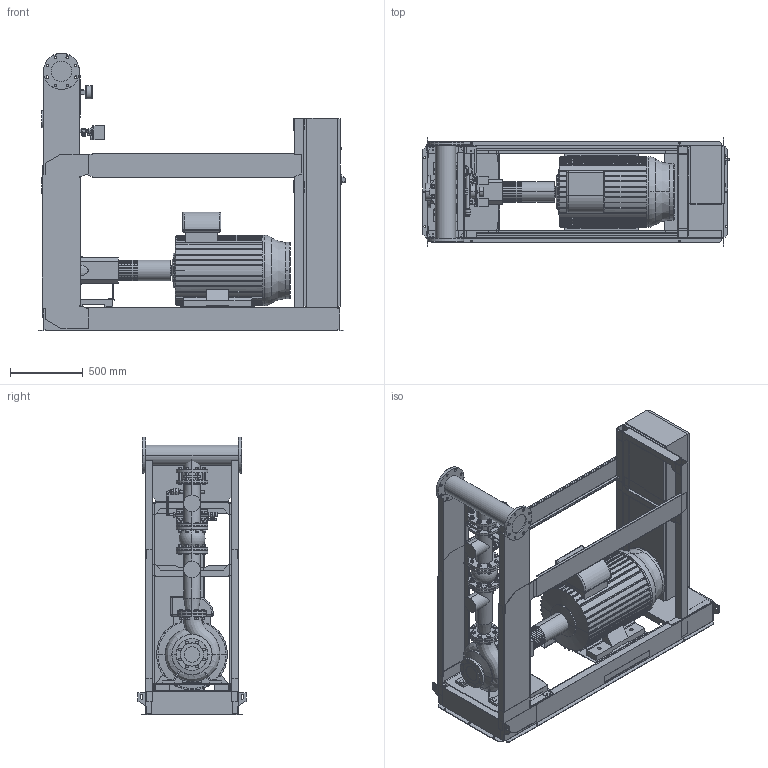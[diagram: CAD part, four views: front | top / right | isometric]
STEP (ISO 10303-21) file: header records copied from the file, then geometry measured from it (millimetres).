
FILE_DESCRIPTION((''),'2;1');
FILE_NAME('3d_Sifire-EN-80_250-235-55E-4183692.stp','2015-05-26T07:26:27',(''),(''),'Mechanical Desktop 2009','Mechanical Desktop 2009',', , ');
FILE_SCHEMA(('CONFIG_CONTROL_DESIGN'));
Length unit declared in the file: millimetre
Products named in the file (1): Product
Bounding box: 2105.5 x 744 x 1910 mm (x, y, z)
Volume: 365391013.8 mm3; surface area: 22246588.2 mm2
Topology: 144 solids, 144 shells, 3438 faces, 8324 edges, 5243 vertices
Faces by surface type: plane 1269, bspline 1017, cylinder 660, cone 428, torus 56, sphere 8
Full cylindrical faces by diameter (mm): 277 x1
Entity records: 109501 total; most frequent: CARTESIAN_POINT 34357, ORIENTED_EDGE 16636, DIRECTION 14238, EDGE_CURVE 8318, VERTEX_POINT 5242, AXIS2_PLACEMENT_3D 4998, VECTOR 4242, LINE 4242
